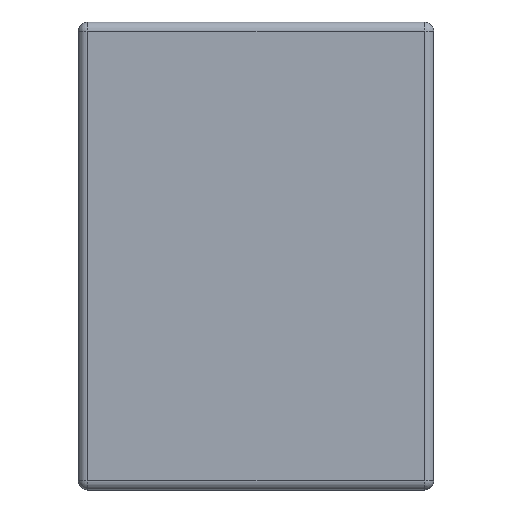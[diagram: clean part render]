
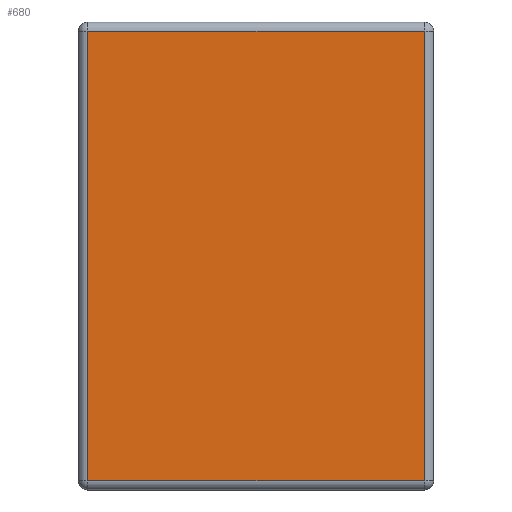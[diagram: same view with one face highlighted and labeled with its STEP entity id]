
A CAD part, left-side view. The second image highlights one B-rep face of the part: STEP entity #680.
In plain terms, the highlighted planar face has unit normal (-1, 0, 0).
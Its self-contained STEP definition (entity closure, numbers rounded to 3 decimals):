
#1 = LINE ( 'NONE', #57, #56 ) ;
#2 = DIRECTION ( 'NONE',  ( 0., 0., -1. ) ) ;
#3 = VECTOR ( 'NONE', #2, 1000. ) ;
#4 = CARTESIAN_POINT ( 'NONE',  ( -1.6, 1.85, 1.25 ) ) ;
#5 = LINE ( 'NONE', #4, #3 ) ;
#49 = DIRECTION ( 'NONE',  ( 0., 0., 1. ) ) ;
#50 = VECTOR ( 'NONE', #49, 1000. ) ;
#51 = CARTESIAN_POINT ( 'NONE',  ( -1.6, 0.05, 1.25 ) ) ;
#52 = LINE ( 'NONE', #51, #50 ) ;
#54 = CARTESIAN_POINT ( 'NONE',  ( -1.6, 0.05, -1.2 ) ) ;
#55 = DIRECTION ( 'NONE',  ( 0., -1., 0. ) ) ;
#56 = VECTOR ( 'NONE', #55, 1000. ) ;
#57 = CARTESIAN_POINT ( 'NONE',  ( -1.6, 1.9, -1.2 ) ) ;
#680 = ADVANCED_FACE ( 'NONE', ( #1456 ), #1500, .F. ) ;
#681 = EDGE_LOOP ( 'NONE', ( #682, #686, #740, #743 ) ) ;
#682 = ORIENTED_EDGE ( 'NONE', *, *, #683, .T. ) ;
#683 = EDGE_CURVE ( 'NONE', #684, #685, #1495, .T. ) ;
#684 = VERTEX_POINT ( 'NONE', #1491 ) ;
#685 = VERTEX_POINT ( 'NONE', #1490 ) ;
#686 = ORIENTED_EDGE ( 'NONE', *, *, #739, .T. ) ;
#687 = VERTEX_POINT ( 'NONE', #1489 ) ;
#739 = EDGE_CURVE ( 'NONE', #685, #687, #5, .T. ) ;
#740 = ORIENTED_EDGE ( 'NONE', *, *, #741, .T. ) ;
#741 = EDGE_CURVE ( 'NONE', #687, #742, #1, .T. ) ;
#742 = VERTEX_POINT ( 'NONE', #54 ) ;
#743 = ORIENTED_EDGE ( 'NONE', *, *, #744, .T. ) ;
#744 = EDGE_CURVE ( 'NONE', #742, #684, #52, .T. ) ;
#1456 = FACE_OUTER_BOUND ( 'NONE', #681, .T. ) ;
#1489 = CARTESIAN_POINT ( 'NONE',  ( -1.6, 1.85, -1.2 ) ) ;
#1490 = CARTESIAN_POINT ( 'NONE',  ( -1.6, 1.85, 1.2 ) ) ;
#1491 = CARTESIAN_POINT ( 'NONE',  ( -1.6, 0.05, 1.2 ) ) ;
#1492 = DIRECTION ( 'NONE',  ( 0., 1., 0. ) ) ;
#1493 = VECTOR ( 'NONE', #1492, 1000. ) ;
#1494 = CARTESIAN_POINT ( 'NONE',  ( -1.6, 1.9, 1.2 ) ) ;
#1495 = LINE ( 'NONE', #1494, #1493 ) ;
#1496 = DIRECTION ( 'NONE',  ( 0., 0., -1. ) ) ;
#1497 = DIRECTION ( 'NONE',  ( 1., 0., 0. ) ) ;
#1498 = CARTESIAN_POINT ( 'NONE',  ( -1.6, 1.9, 1.25 ) ) ;
#1499 = AXIS2_PLACEMENT_3D ( 'NONE', #1498, #1497, #1496 ) ;
#1500 = PLANE ( 'NONE',  #1499 ) ;
